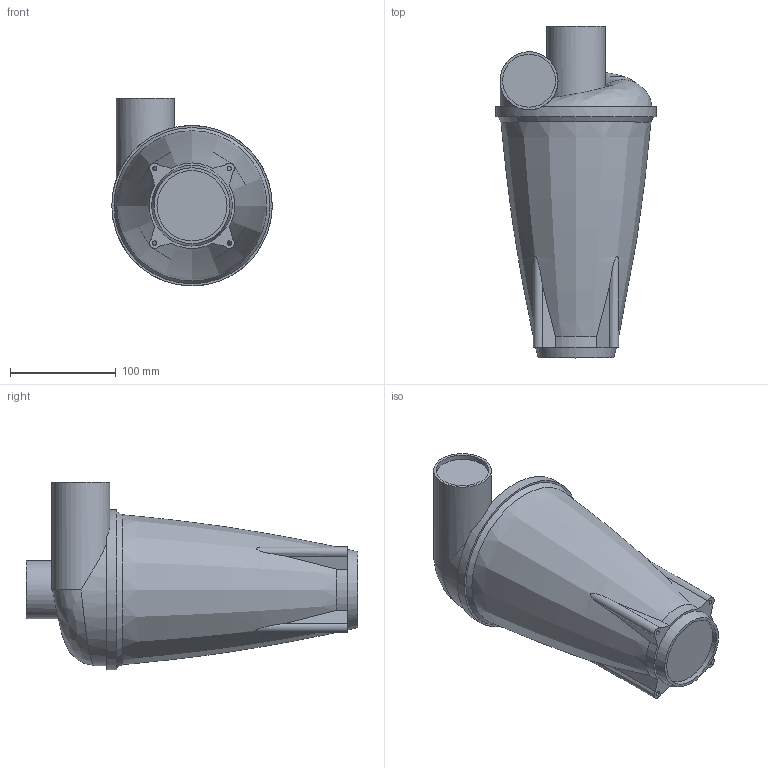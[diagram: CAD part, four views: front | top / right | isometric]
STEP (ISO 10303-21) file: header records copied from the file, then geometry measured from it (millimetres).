
FILE_DESCRIPTION(/* description */ (''),/* implementation_level */ '2;1');
FILE_NAME(/* name */ 'DLX MKII v57.step',/* time_stamp */ '2023-01-16T12:42:12+01:00',/* author */ (''),/* organization */ (''),/* preprocessor_version */ 'ST-DEVELOPER v19.2',/* originating_system */ 'Autodesk Translation Framework v11.17.0.187',/* authorisation */ '');
FILE_SCHEMA (('AUTOMOTIVE_DESIGN { 1 0 10303 214 3 1 1 }'));
Length unit declared in the file: millimetre
Products named in the file (2): DLX MKII; DLX_MKII_VersionSimplifiée
Assembly tree (1 placements, depth 2):
  DLX MKII
    DLX_MKII_VersionSimplifiée
Bounding box: 152 x 314.5 x 178 mm (x, y, z)
Volume: 3239397.7 mm3; surface area: 151314.3 mm2
Topology: 1 solids, 1 shells, 49 faces, 115 edges, 77 vertices
Faces by surface type: plane 20, cylinder 19, bspline 9, cone 1
Full cylindrical faces by diameter (mm): 4 x4, 50 x2, 55 x2, 66.5 x1, 152 x1
Entity records: 3001 total; most frequent: CARTESIAN_POINT 1856, ORIENTED_EDGE 230, DIRECTION 207, EDGE_CURVE 115, AXIS2_PLACEMENT_3D 82, VERTEX_POINT 77, EDGE_LOOP 58, FACE_OUTER_BOUND 49
